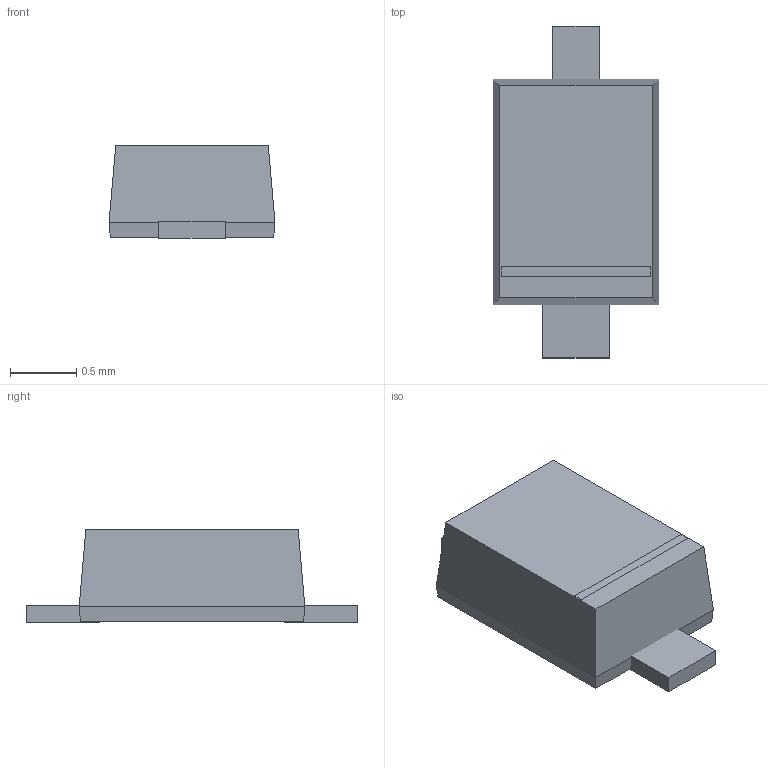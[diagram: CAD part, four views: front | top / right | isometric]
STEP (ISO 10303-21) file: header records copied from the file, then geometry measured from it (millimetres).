
FILE_DESCRIPTION (( 'STEP AP214' ), '1' );
FILE_NAME ('User Library-SMini2-F5-B.STEP', '2018-09-01T22:47:41', ( '' ), ( '' ), 'SwSTEP 2.0', 'SolidWorks 2018', '' );
FILE_SCHEMA (( 'AUTOMOTIVE_DESIGN' ));
Length unit declared in the file: millimetre
Products named in the file (5): User Library-SMini2-F5-B_K; User Library-SMini2-F5-B; User Library-SMini2-F5-B_Diode; User Library-SMini2-F5-B_A; User Library-SMini2-F5-B_Marker
Assembly tree (4 placements, depth 2):
  User Library-SMini2-F5-B
    User Library-SMini2-F5-B_K
    User Library-SMini2-F5-B_A
    User Library-SMini2-F5-B_Diode
    User Library-SMini2-F5-B_Marker
Bounding box: 1.25 x 2.5 x 0.7 mm (x, y, z)
Volume: 1.4 mm3; surface area: 9.5 mm2
Topology: 4 solids, 4 shells, 33 faces, 68 edges, 44 vertices
Faces by surface type: plane 33
Entity records: 1048 total; most frequent: CARTESIAN_POINT 152, DIRECTION 148, ORIENTED_EDGE 136, LINE 68, VECTOR 68, EDGE_CURVE 68, VERTEX_POINT 44, AXIS2_PLACEMENT_3D 40
